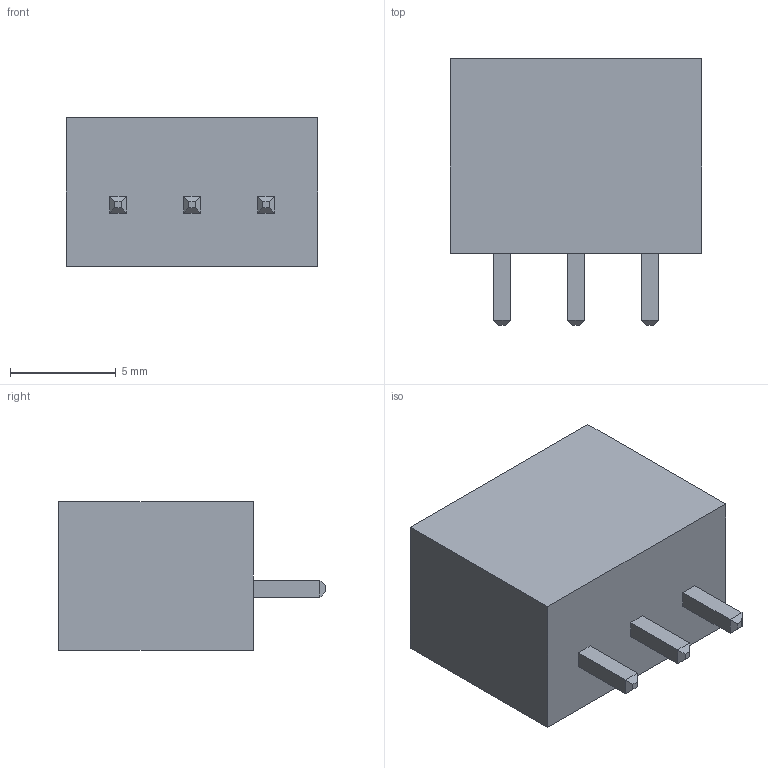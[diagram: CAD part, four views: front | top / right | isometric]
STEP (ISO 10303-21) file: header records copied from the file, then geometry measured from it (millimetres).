
FILE_DESCRIPTION (( 'STEP AP214' ), '1' );
FILE_NAME ('User Library-STL1550_3-3_5-V.STEP', '2018-10-04T06:53:32', ( '' ), ( '' ), 'SwSTEP 2.0', 'SolidWorks 2018', '' );
FILE_SCHEMA (( 'AUTOMOTIVE_DESIGN' ));
Length unit declared in the file: millimetre
Products named in the file (1): User Library-STL1550_3-3_5-V
Bounding box: 11.9 x 12.6 x 7 mm (x, y, z)
Volume: 457.5 mm3; surface area: 933.3 mm2
Topology: 1 solids, 1 shells, 75 faces, 168 edges, 104 vertices
Faces by surface type: plane 75
Entity records: 2869 total; most frequent: CARTESIAN_POINT 348, ORIENTED_EDGE 336, DIRECTION 320, EDGE_CURVE 168, LINE 168, VECTOR 168, VERTEX_POINT 104, EDGE_LOOP 84
